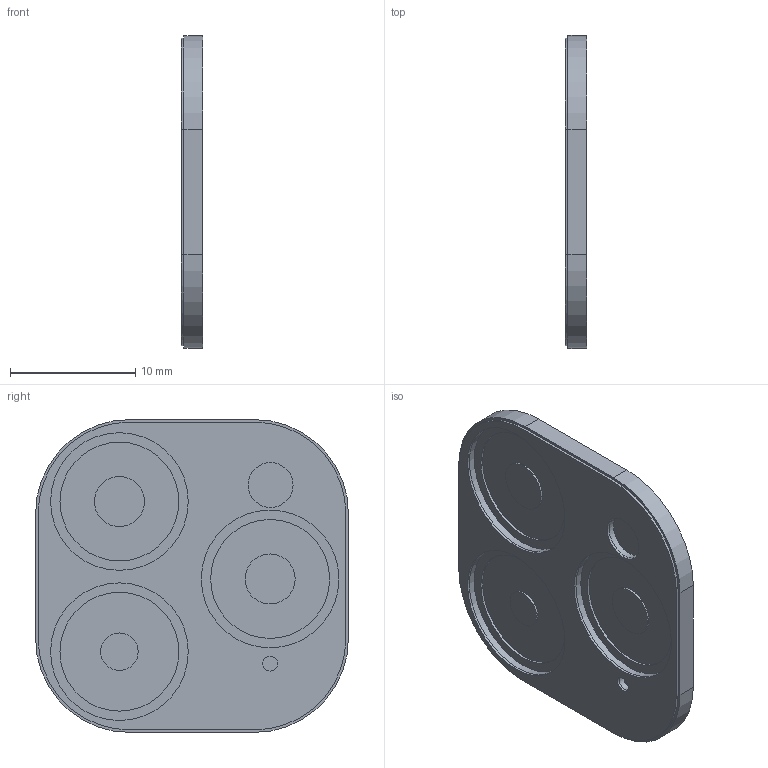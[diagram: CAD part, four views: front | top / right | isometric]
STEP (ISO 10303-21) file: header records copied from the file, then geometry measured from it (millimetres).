
FILE_DESCRIPTION(/* description */ (''),/* implementation_level */ '2;1');
FILE_NAME(/* name */ 'phone camera.stp',/* time_stamp */ '2023-02-19T20:32:45+10:00',/* author */ ('benja'),/* organization */ (''),/* preprocessor_version */ 'ST-DEVELOPER v19.2',/* originating_system */ 'Autodesk Inventor 2023',/* authorisation */ '');
FILE_SCHEMA (('AUTOMOTIVE_DESIGN { 1 0 10303 214 3 1 1 }'));
Length unit declared in the file: millimetre
Products named in the file (1): Part1
Bounding box: 1.7 x 25 x 25 mm (x, y, z)
Volume: 717.5 mm3; surface area: 2199.4 mm2
Topology: 8 solids, 8 shells, 56 faces, 105 edges, 70 vertices
Faces by surface type: plane 29, cylinder 27
Full cylindrical faces by diameter (mm): 1.2 x2, 3 x1, 3.591 x2, 4 x2, 9.5 x3, 11 x9
Entity records: 1548 total; most frequent: DIRECTION 273, CARTESIAN_POINT 232, ORIENTED_EDGE 210, AXIS2_PLACEMENT_3D 111, EDGE_CURVE 105, EDGE_LOOP 77, VERTEX_POINT 70, FACE_OUTER_BOUND 56
